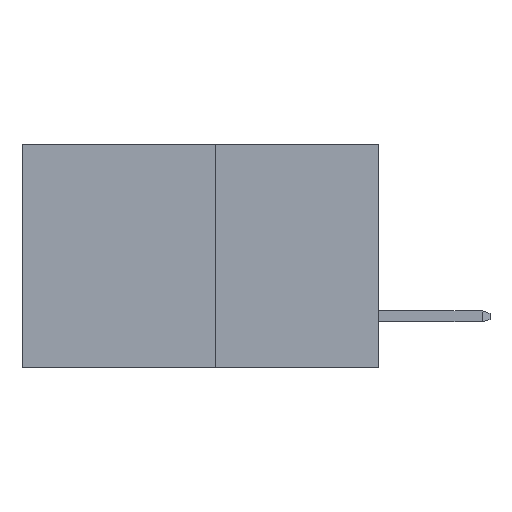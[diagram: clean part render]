
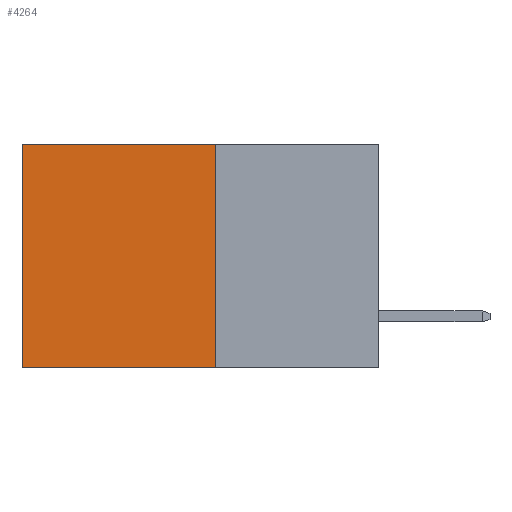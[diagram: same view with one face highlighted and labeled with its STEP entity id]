
A CAD part, left-side view. The second image highlights one B-rep face of the part: STEP entity #4264.
In plain terms, the highlighted planar face has unit normal (-1, 0, 0).
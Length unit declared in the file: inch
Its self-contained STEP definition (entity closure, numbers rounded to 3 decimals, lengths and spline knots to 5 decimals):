
#438 = CARTESIAN_POINT ( 'NONE',  ( 0.277, 0.59, -0.37 ) ) ;
#587 = VECTOR ( 'NONE', #1036, 39.37008 ) ;
#709 = VECTOR ( 'NONE', #5795, 39.37008 ) ;
#757 = LINE ( 'NONE', #438, #587 ) ;
#888 = LINE ( 'NONE', #5166, #709 ) ;
#1036 = DIRECTION ( 'NONE',  ( 0., 0., -1. ) ) ;
#1089 = EDGE_CURVE ( 'NONE', #5370, #5309, #2081, .T. ) ;
#1775 = PLANE ( 'NONE',  #3112 ) ;
#2081 = LINE ( 'NONE', #3424, #5233 ) ;
#2596 = CARTESIAN_POINT ( 'NONE',  ( 0.277, 0.59, 0. ) ) ;
#2654 = ORIENTED_EDGE ( 'NONE', *, *, #7862, .T. ) ;
#2782 = CARTESIAN_POINT ( 'NONE',  ( 0.277, 0.27, -0.37 ) ) ;
#2804 = VERTEX_POINT ( 'NONE', #4440 ) ;
#3112 = AXIS2_PLACEMENT_3D ( 'NONE', #3196, #3852, #3840 ) ;
#3196 = CARTESIAN_POINT ( 'NONE',  ( 0.277, 0.27, -0.37 ) ) ;
#3308 = DIRECTION ( 'NONE',  ( 0., 0., -1. ) ) ;
#3424 = CARTESIAN_POINT ( 'NONE',  ( 0.277, 0.27, -0.37 ) ) ;
#3488 = ORIENTED_EDGE ( 'NONE', *, *, #1089, .F. ) ;
#3727 = EDGE_LOOP ( 'NONE', ( #2654, #6046, #3488, #3878 ) ) ;
#3840 = DIRECTION ( 'NONE',  ( 0., 0., -1. ) ) ;
#3852 = DIRECTION ( 'NONE',  ( 1., 0., 0. ) ) ;
#3878 = ORIENTED_EDGE ( 'NONE', *, *, #5909, .T. ) ;
#4264 = ADVANCED_FACE ( 'NONE', ( #6689 ), #1775, .F. ) ;
#4324 = LINE ( 'NONE', #2782, #5619 ) ;
#4440 = CARTESIAN_POINT ( 'NONE',  ( 0.277, 0.59, -0.37 ) ) ;
#5166 = CARTESIAN_POINT ( 'NONE',  ( 0.277, 0.27, 0. ) ) ;
#5233 = VECTOR ( 'NONE', #3308, 39.37008 ) ;
#5290 = CARTESIAN_POINT ( 'NONE',  ( 0.277, 0.27, 0. ) ) ;
#5309 = VERTEX_POINT ( 'NONE', #5830 ) ;
#5370 = VERTEX_POINT ( 'NONE', #5290 ) ;
#5619 = VECTOR ( 'NONE', #6573, 39.37008 ) ;
#5795 = DIRECTION ( 'NONE',  ( 0., 1., 0. ) ) ;
#5830 = CARTESIAN_POINT ( 'NONE',  ( 0.277, 0.27, -0.37 ) ) ;
#5909 = EDGE_CURVE ( 'NONE', #5370, #7694, #888, .T. ) ;
#6046 = ORIENTED_EDGE ( 'NONE', *, *, #7224, .F. ) ;
#6573 = DIRECTION ( 'NONE',  ( 0., 1., 0. ) ) ;
#6689 = FACE_OUTER_BOUND ( 'NONE', #3727, .T. ) ;
#7224 = EDGE_CURVE ( 'NONE', #5309, #2804, #4324, .T. ) ;
#7694 = VERTEX_POINT ( 'NONE', #2596 ) ;
#7862 = EDGE_CURVE ( 'NONE', #7694, #2804, #757, .T. ) ;
